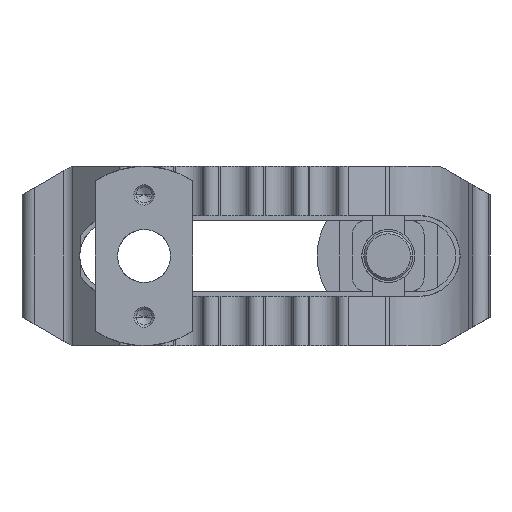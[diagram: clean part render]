
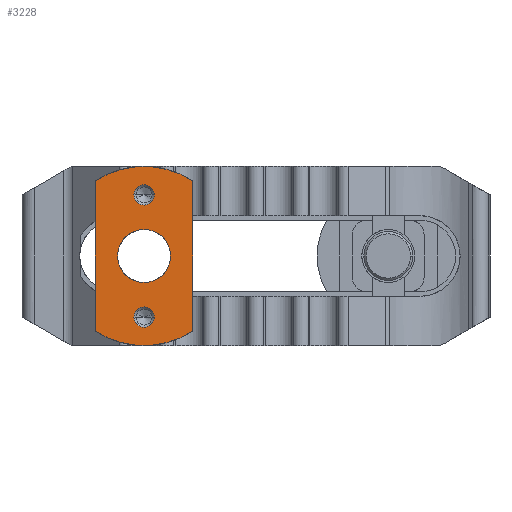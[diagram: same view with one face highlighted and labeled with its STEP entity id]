
A CAD part, front view. The second image highlights one B-rep face of the part: STEP entity #3228.
In plain terms, the highlighted planar face has unit normal (0, -1, 0).
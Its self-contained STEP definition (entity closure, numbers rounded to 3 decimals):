
#1930=EDGE_CURVE('',#3398,#4946,#5346,.T.);
#2452=EDGE_CURVE('',#3700,#4780,#5931,.T.);
#2886=EDGE_CURVE('',#3780,#4010,#6414,.T.);
#3228=ADVANCED_FACE('',(#6787,#6788,#6789,#6790),#6791,.T.);
#3398=VERTEX_POINT('',#6974);
#3624=VERTEX_POINT('',#7226);
#3660=EDGE_CURVE('',#3624,#4482,#7264,.T.);
#3700=VERTEX_POINT('',#7308);
#3750=EDGE_CURVE('',#4482,#3624,#7363,.T.);
#3764=EDGE_CURVE('',#4946,#3398,#7378,.T.);
#3776=VERTEX_POINT('',#7391);
#3780=VERTEX_POINT('',#7396);
#4010=VERTEX_POINT('',#7645);
#4092=EDGE_CURVE('',#4780,#4010,#7735,.T.);
#4200=VERTEX_POINT('',#7851);
#4220=EDGE_CURVE('',#4200,#3776,#7872,.T.);
#4482=VERTEX_POINT('',#8161);
#4738=EDGE_CURVE('',#3776,#4200,#8438,.T.);
#4780=VERTEX_POINT('',#8484);
#4838=EDGE_CURVE('',#3780,#3700,#8545,.T.);
#4946=VERTEX_POINT('',#8664);
#5346=CIRCLE('',#9156,2.5);
#5931=LINE('',#10068,#10069);
#6414=LINE('',#10788,#10789);
#6787=FACE_BOUND('',#11414,.T.);
#6788=FACE_BOUND('',#11415,.T.);
#6789=FACE_BOUND('',#11416,.T.);
#6790=FACE_OUTER_BOUND('',#11417,.T.);
#6791=PLANE('',#11418);
#6974=CARTESIAN_POINT('',(-2.5,0.,-15.0));
#7226=CARTESIAN_POINT('',(6.5,0.0,0.));
#7264=CIRCLE('',#12150,6.5);
#7308=CARTESIAN_POINT('',(12.0,0.,18.439));
#7363=CIRCLE('',#12342,6.5);
#7378=CIRCLE('',#12359,2.5);
#7391=CARTESIAN_POINT('',(-2.5,0.,15.0));
#7396=CARTESIAN_POINT('',(-12.0,0.,18.439));
#7645=CARTESIAN_POINT('',(-12.0,0.,-18.439));
#7735=CIRCLE('',#12903,22.0);
#7851=CARTESIAN_POINT('',(2.5,0.,15.0));
#7872=CIRCLE('',#13139,2.5);
#8161=CARTESIAN_POINT('',(-6.5,0.,0.));
#8438=CIRCLE('',#14057,2.5);
#8484=CARTESIAN_POINT('',(12.0,0.,-18.439));
#8545=CIRCLE('',#14199,22.0);
#8664=CARTESIAN_POINT('',(2.5,0.,-15.0));
#9156=AXIS2_PLACEMENT_3D('',#14816,#14817,#14818);
#10068=CARTESIAN_POINT('',(12.0,0.,23.0));
#10069=VECTOR('',#15513,1.0);
#10788=CARTESIAN_POINT('',(-12.0,0.,23.0));
#10789=VECTOR('',#16067,1.0);
#11414=EDGE_LOOP('',(#16524,#16525));
#11415=EDGE_LOOP('',(#16526,#16527));
#11416=EDGE_LOOP('',(#16528,#16529));
#11417=EDGE_LOOP('',(#16530,#16531,#16532,#16533));
#11418=AXIS2_PLACEMENT_3D('',#16534,#16535,#16536);
#12150=AXIS2_PLACEMENT_3D('',#17090,#17091,#17092);
#12342=AXIS2_PLACEMENT_3D('',#17207,#17208,#17209);
#12359=AXIS2_PLACEMENT_3D('',#17220,#17221,#17222);
#12903=AXIS2_PLACEMENT_3D('',#17603,#17604,#17605);
#13139=AXIS2_PLACEMENT_3D('',#17758,#17759,#17760);
#14057=AXIS2_PLACEMENT_3D('',#18398,#18399,#18400);
#14199=AXIS2_PLACEMENT_3D('',#18512,#18513,#18514);
#14816=CARTESIAN_POINT('',(0.0,0.,-15.0));
#14817=DIRECTION('',(0.,1.0,0.));
#14818=DIRECTION('',(-1.0,0.,0.));
#15513=DIRECTION('',(0.0,0.,-1.0));
#16067=DIRECTION('',(0.0,0.,-1.0));
#16524=ORIENTED_EDGE('',*,*,#1930,.T.);
#16525=ORIENTED_EDGE('',*,*,#3764,.T.);
#16526=ORIENTED_EDGE('',*,*,#4220,.T.);
#16527=ORIENTED_EDGE('',*,*,#4738,.T.);
#16528=ORIENTED_EDGE('',*,*,#3660,.T.);
#16529=ORIENTED_EDGE('',*,*,#3750,.T.);
#16530=ORIENTED_EDGE('',*,*,#4838,.F.);
#16531=ORIENTED_EDGE('',*,*,#2886,.T.);
#16532=ORIENTED_EDGE('',*,*,#4092,.F.);
#16533=ORIENTED_EDGE('',*,*,#2452,.F.);
#16534=CARTESIAN_POINT('',(-12.0,0.,23.0));
#16535=DIRECTION('',(0.,-1.0,0.));
#16536=DIRECTION('',(-1.0,0.,0.));
#17090=CARTESIAN_POINT('',(0.0,0.0,0.0));
#17091=DIRECTION('',(0.,1.0,0.));
#17092=DIRECTION('',(-1.0,0.,0.));
#17207=CARTESIAN_POINT('',(0.0,0.0,0.0));
#17208=DIRECTION('',(0.,1.0,0.));
#17209=DIRECTION('',(-1.0,0.,0.));
#17220=CARTESIAN_POINT('',(0.0,0.,-15.0));
#17221=DIRECTION('',(0.,1.0,0.));
#17222=DIRECTION('',(-1.0,0.,0.));
#17603=CARTESIAN_POINT('',(0.0,0.0,0.0));
#17604=DIRECTION('',(0.,1.0,0.));
#17605=DIRECTION('',(-1.0,0.,0.));
#17758=CARTESIAN_POINT('',(0.0,0.,15.0));
#17759=DIRECTION('',(0.,1.0,0.));
#17760=DIRECTION('',(1.0,0.,0.));
#18398=CARTESIAN_POINT('',(0.0,0.,15.0));
#18399=DIRECTION('',(0.,1.0,0.));
#18400=DIRECTION('',(1.0,0.,0.));
#18512=CARTESIAN_POINT('',(0.0,0.0,0.0));
#18513=DIRECTION('',(0.,1.0,0.));
#18514=DIRECTION('',(-1.0,0.,0.));
